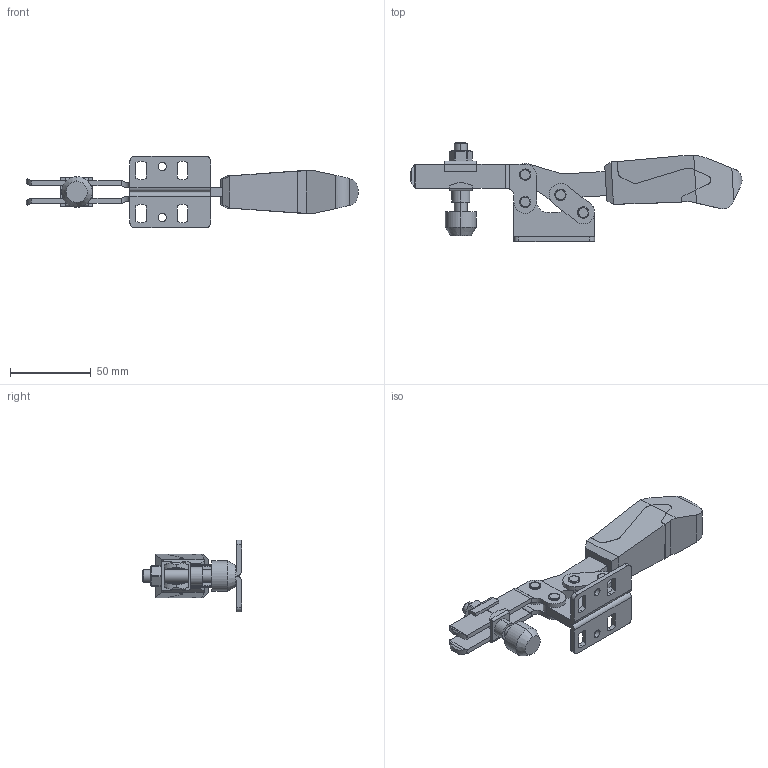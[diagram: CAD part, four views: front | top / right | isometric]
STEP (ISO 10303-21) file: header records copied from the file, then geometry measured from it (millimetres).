
FILE_DESCRIPTION(('STEP AP214'),'1');
FILE_NAME('HALDERN_EH_23330_1504.stp','2019-11-14T12:13:43',('TraceParts'),('TraceParts S.A.'),'Spatial InterOp 3D',' ',' ');
FILE_SCHEMA(('AUTOMOTIVE_DESIGN { 1 0 10303 214 1 1 1 1 }'));
Length unit declared in the file: millimetre
Products named in the file (1): HALDERN_EH_23330_1504_1
Bounding box: 206.01 x 61.5 x 44.5 mm (x, y, z)
Volume: 86977.5 mm3; surface area: 34108 mm2
Topology: 7 solids, 8 shells, 329 faces, 853 edges, 560 vertices
Faces by surface type: cylinder 157, plane 140, bspline 16, cone 16
Entity records: 13148 total; most frequent: CARTESIAN_POINT 2367, ORIENTED_EDGE 1706, DIRECTION 1679, EDGE_CURVE 853, AXIS2_PLACEMENT_3D 612, VERTEX_POINT 560, LINE 455, VECTOR 455
